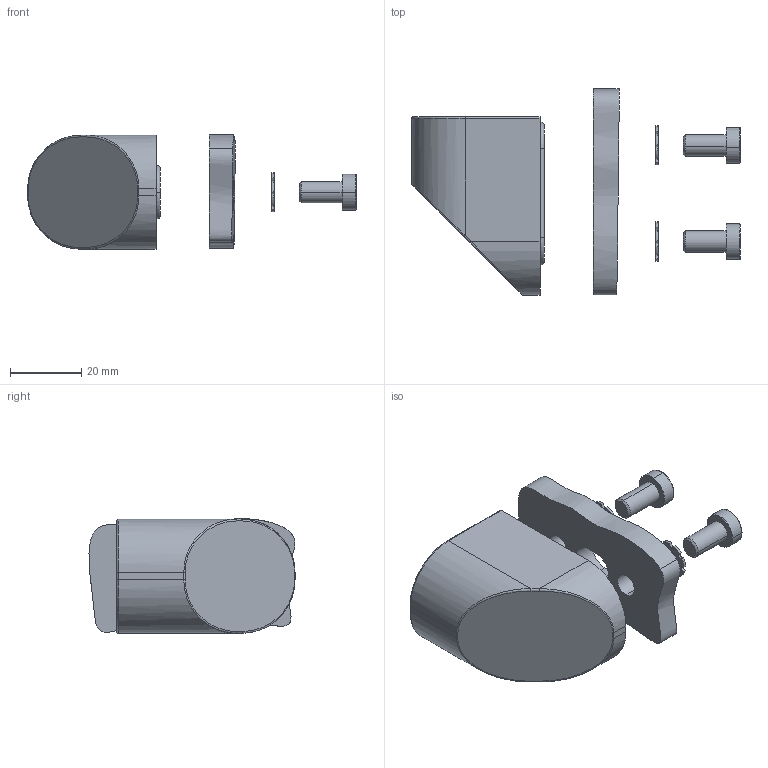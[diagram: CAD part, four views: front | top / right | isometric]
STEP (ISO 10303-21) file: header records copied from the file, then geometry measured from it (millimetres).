
FILE_DESCRIPTION (( 'STEP AP214' ), '1' );
FILE_NAME ('49000101.STEP', '2016-02-26T10:15:59', ( 'Macha' ), ( 'Hewlett-Packard Company' ), 'SwSTEP 2.0', 'SolidWorks 2015', '' );
FILE_SCHEMA (( 'AUTOMOTIVE_DESIGN' ));
Length unit declared in the file: millimetre
Products named in the file (6): 93103; 49000101; 84162; 82002_Dichtung f〉 Leuchtmelder; 83033; E001333_Bearbeitung f〉 Leuchtmelder
Assembly tree (7 placements, depth 2):
  49000101
    84162
    93103  x2
    83033  x2
    82002_Dichtung f〉 Leuchtmelder
    E001333_Bearbeitung f〉 Leuchtmelder
Bounding box: 92.2 x 57.82 x 32.13 mm (x, y, z)
Volume: 41466.1 mm3; surface area: 15768.6 mm2
Topology: 7 solids, 7 shells, 222 faces, 538 edges, 332 vertices
Faces by surface type: cylinder 93, plane 90, torus 22, cone 11, bspline 6
Entity records: 5433 total; most frequent: CARTESIAN_POINT 1376, DIRECTION 829, ORIENTED_EDGE 752, EDGE_CURVE 376, AXIS2_PLACEMENT_3D 314, VERTEX_POINT 231, VECTOR 201, LINE 201
